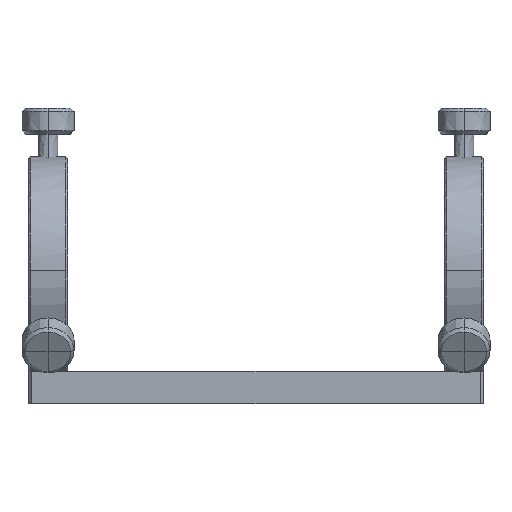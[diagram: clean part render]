
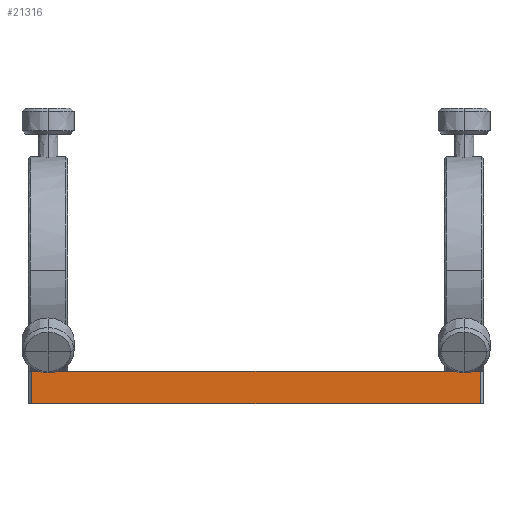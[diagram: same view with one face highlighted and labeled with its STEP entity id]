
A CAD part, front view. The second image highlights one B-rep face of the part: STEP entity #21316.
In plain terms, the highlighted free-form (B-spline) face has degree [1, 1] with [2, 2] control points.
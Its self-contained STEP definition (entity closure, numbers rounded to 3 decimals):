
#977 = ORIENTED_EDGE ( 'NONE', *, *, #14057, .F. ) ;
#1097 = EDGE_CURVE ( 'NONE', #13410, #14873, #20444, .T. ) ;
#2543 = CARTESIAN_POINT ( 'NONE',  ( 69., -25., -41. ) ) ;
#3130 = B_SPLINE_CURVE_WITH_KNOTS ( 'NONE', 1,
 ( #2543, #23747 ),
 .UNSPECIFIED., .F., .F.,
 ( 2, 2 ),
 ( 0., 1. ),
 .UNSPECIFIED. ) ;
#3571 = B_SPLINE_SURFACE_WITH_KNOTS ( 'NONE', 1, 1, ( 
 ( #7186, #7278 ),
 ( #15080, #12883 ) ),
 .UNSPECIFIED., .F., .F., .F.,
 ( 2, 2 ),
 ( 2, 2 ),
 ( 0., 1. ),
 ( 0., 1. ),
 .UNSPECIFIED. ) ;
#4738 = CARTESIAN_POINT ( 'NONE',  ( 69., -25., -31. ) ) ;
#5410 = B_SPLINE_CURVE_WITH_KNOTS ( 'NONE', 1,
 ( #10088, #18051 ),
 .UNSPECIFIED., .F., .F.,
 ( 2, 2 ),
 ( 0., 1. ),
 .UNSPECIFIED. ) ;
#5901 = CARTESIAN_POINT ( 'NONE',  ( -69., -25., -41. ) ) ;
#6290 = CARTESIAN_POINT ( 'NONE',  ( 69., -25., -31. ) ) ;
#7186 = CARTESIAN_POINT ( 'NONE',  ( -69., -25., -41. ) ) ;
#7278 = CARTESIAN_POINT ( 'NONE',  ( -69., -25., -31. ) ) ;
#8850 = CARTESIAN_POINT ( 'NONE',  ( -69., -25., -31. ) ) ;
#9639 = EDGE_LOOP ( 'NONE', ( #22633, #15765, #977, #14562 ) ) ;
#10088 = CARTESIAN_POINT ( 'NONE',  ( -69., -25., -31. ) ) ;
#10359 = FACE_OUTER_BOUND ( 'NONE', #9639, .T. ) ;
#12184 = CARTESIAN_POINT ( 'NONE',  ( -69., -25., -31. ) ) ;
#12444 = EDGE_CURVE ( 'NONE', #14873, #21414, #5410, .T. ) ;
#12883 = CARTESIAN_POINT ( 'NONE',  ( 69., -25., -31. ) ) ;
#13410 = VERTEX_POINT ( 'NONE', #14152 ) ;
#14057 = EDGE_CURVE ( 'NONE', #15795, #21414, #3130, .T. ) ;
#14152 = CARTESIAN_POINT ( 'NONE',  ( 69., -25., -31. ) ) ;
#14562 = ORIENTED_EDGE ( 'NONE', *, *, #24166, .T. ) ;
#14873 = VERTEX_POINT ( 'NONE', #8850 ) ;
#14918 = CARTESIAN_POINT ( 'NONE',  ( 69., -25., -41. ) ) ;
#15080 = CARTESIAN_POINT ( 'NONE',  ( 69., -25., -41. ) ) ;
#15765 = ORIENTED_EDGE ( 'NONE', *, *, #12444, .T. ) ;
#15795 = VERTEX_POINT ( 'NONE', #14918 ) ;
#15806 = CARTESIAN_POINT ( 'NONE',  ( 69., -25., -41. ) ) ;
#18051 = CARTESIAN_POINT ( 'NONE',  ( -69., -25., -41. ) ) ;
#20444 = B_SPLINE_CURVE_WITH_KNOTS ( 'NONE', 1,
 ( #4738, #12184 ),
 .UNSPECIFIED., .F., .F.,
 ( 2, 2 ),
 ( 0., 1. ),
 .UNSPECIFIED. ) ;
#21316 = ADVANCED_FACE ( 'NONE', ( #10359 ), #3571, .T. ) ;
#21414 = VERTEX_POINT ( 'NONE', #5901 ) ;
#22633 = ORIENTED_EDGE ( 'NONE', *, *, #1097, .T. ) ;
#23747 = CARTESIAN_POINT ( 'NONE',  ( -69., -25., -41. ) ) ;
#24166 = EDGE_CURVE ( 'NONE', #15795, #13410, #24698, .T. ) ;
#24698 = B_SPLINE_CURVE_WITH_KNOTS ( 'NONE', 1,
 ( #15806, #6290 ),
 .UNSPECIFIED., .F., .F.,
 ( 2, 2 ),
 ( 0., 1. ),
 .UNSPECIFIED. ) ;
